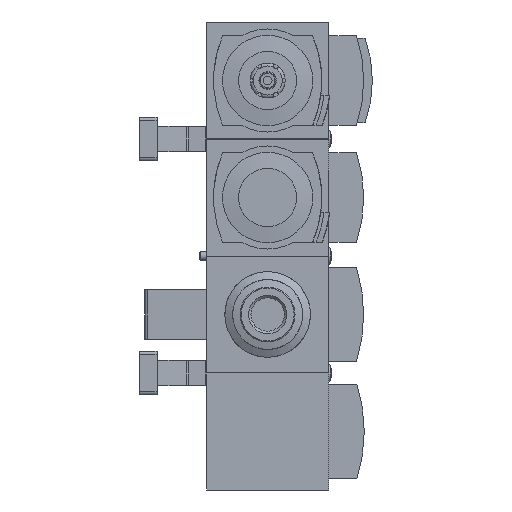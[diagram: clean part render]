
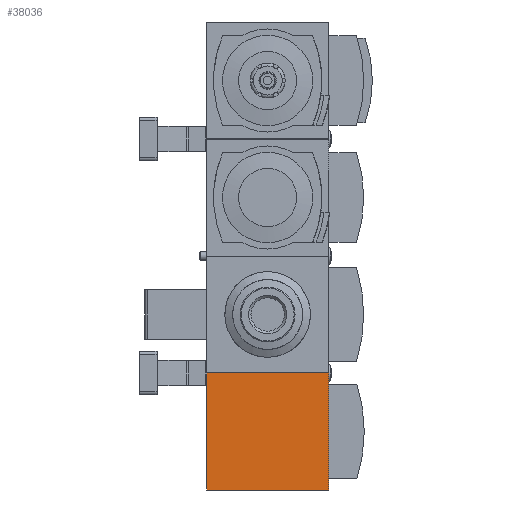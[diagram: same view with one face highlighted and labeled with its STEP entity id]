
A CAD part, front view. The second image highlights one B-rep face of the part: STEP entity #38036.
In plain terms, the highlighted planar face has unit normal (0, -1, 0).
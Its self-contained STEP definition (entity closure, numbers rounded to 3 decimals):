
#1235=PLANE('',#40492);
#3784=LINE('',#56203,#6739);
#3890=LINE('',#56425,#6845);
#3905=LINE('',#56463,#6860);
#3946=LINE('',#56571,#6901);
#6739=VECTOR('',#47177,1000.);
#6845=VECTOR('',#47349,1000.);
#6860=VECTOR('',#47378,1000.);
#6901=VECTOR('',#47461,1000.);
#14875=ORIENTED_EDGE('',*,*,#19024,.F.);
#14876=ORIENTED_EDGE('',*,*,#19138,.F.);
#14877=ORIENTED_EDGE('',*,*,#19212,.F.);
#14878=ORIENTED_EDGE('',*,*,#19158,.F.);
#19024=EDGE_CURVE('',#21996,#21997,#3784,.T.);
#19138=EDGE_CURVE('',#22079,#21996,#3890,.T.);
#19158=EDGE_CURVE('',#21997,#22096,#3905,.T.);
#19212=EDGE_CURVE('',#22096,#22079,#3946,.T.);
#21996=VERTEX_POINT('',#56202);
#21997=VERTEX_POINT('',#56204);
#22079=VERTEX_POINT('',#56424);
#22096=VERTEX_POINT('',#56464);
#24795=EDGE_LOOP('',(#14875,#14876,#14877,#14878));
#26509=FACE_BOUND('',#24795,.T.);
#38036=ADVANCED_FACE('',(#26509),#1235,.F.);
#40492=AXIS2_PLACEMENT_3D('',#57153,#47958,#47959);
#47177=DIRECTION('',(0.,0.,1.));
#47349=DIRECTION('',(-1.,0.,0.));
#47378=DIRECTION('',(1.,0.,0.));
#47461=DIRECTION('',(0.,0.,-1.));
#47958=DIRECTION('',(0.,1.,0.));
#47959=DIRECTION('',(0.,0.,1.));
#56202=CARTESIAN_POINT('',(-21.,-31.5,-20.1));
#56203=CARTESIAN_POINT('',(-21.,-31.5,-20.1));
#56204=CARTESIAN_POINT('',(-21.,-31.5,20.1));
#56424=CARTESIAN_POINT('',(21.,-31.5,-20.1));
#56425=CARTESIAN_POINT('',(21.,-31.5,-20.1));
#56463=CARTESIAN_POINT('',(-21.,-31.5,20.1));
#56464=CARTESIAN_POINT('',(21.,-31.5,20.1));
#56571=CARTESIAN_POINT('',(21.,-31.5,20.1));
#57153=CARTESIAN_POINT('',(0.,-31.5,0.));
